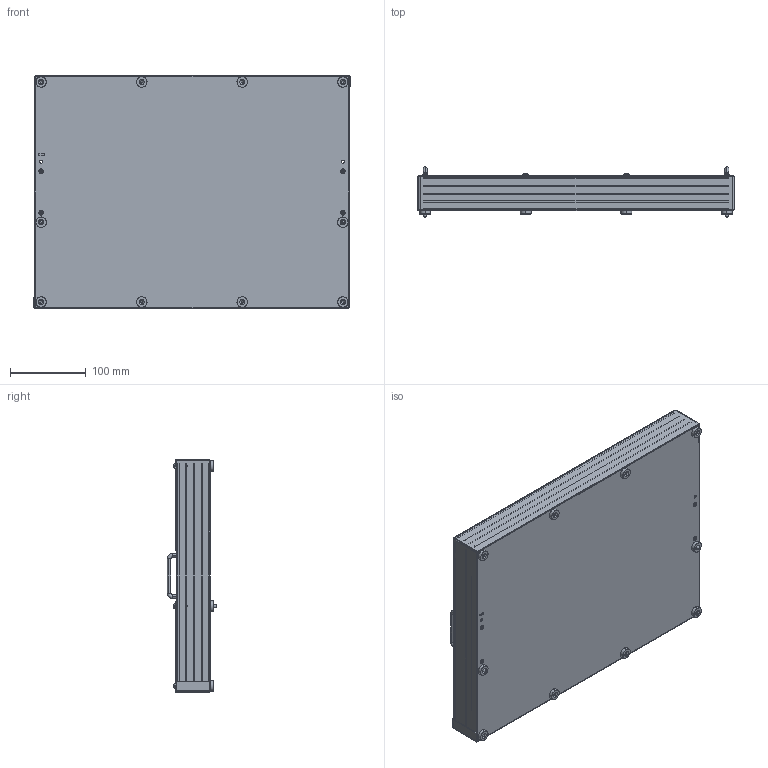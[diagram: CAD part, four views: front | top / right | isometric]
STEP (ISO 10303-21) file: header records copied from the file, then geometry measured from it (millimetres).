
FILE_DESCRIPTION (( 'STEP AP214' ), '1' );
FILE_NAME ('109226-KIT~0.STEP', '2020-06-08T12:50:42', ( '' ), ( '' ), 'SwSTEP 2.0', 'SolidWorks 2018', '' );
FILE_SCHEMA (( 'AUTOMOTIVE_DESIGN' ));
Length unit declared in the file: millimetre
Products named in the file (17): 108790~0; ISO7380~n_M04,0x008; 109234~0_S; 1598~0; 109226-KIT~0; 109230~0_S; 109232~0_S; 40979~1_abgezogen<S>; DIN6325~n_04,0m6x008; 109233~0; 109231~0_S; 109228~0_S; 109227~0_S; ISO7380~n_M03,0x008; 108788~1; 9286~0; 109229~0_S
Assembly tree (82 placements, depth 2):
  109226-KIT~0
    109227~0_S
    109228~0_S
    109229~0_S
    109230~0_S
    109231~0_S
    109232~0_S
    109233~0
    108788~1  x10
    109234~0_S  x2
    1598~0  x2
    40979~1_abgezogen<S>
    108790~0  x40
    9286~0  x4
    ISO7380~n_M03,0x008  x4
    ISO7380~n_M04,0x008  x10
    DIN6325~n_04,0m6x008  x2
Bounding box: 418 x 66.1 x 308 mm (x, y, z)
Volume: 1896754.2 mm3; surface area: 1972866.4 mm2
Topology: 87 solids, 87 shells, 1900 faces, 4382 edges, 2672 vertices
Faces by surface type: cylinder 904, cone 552, plane 380, torus 56, sphere 8
Entity records: 22407 total; most frequent: DIRECTION 3943, CARTESIAN_POINT 3431, ORIENTED_EDGE 3294, EDGE_CURVE 1647, AXIS2_PLACEMENT_3D 1568, VERTEX_POINT 1056, EDGE_LOOP 873, CIRCLE 840
